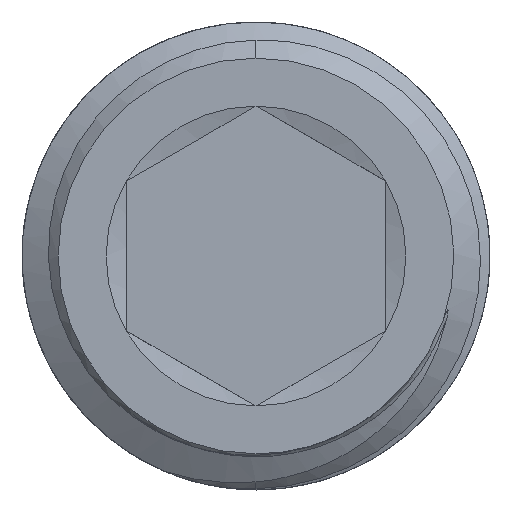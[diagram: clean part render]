
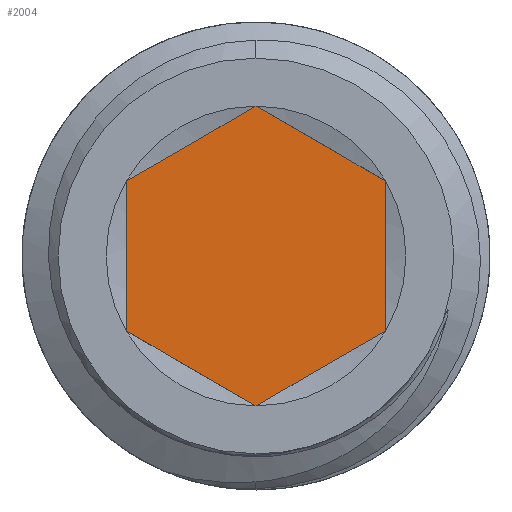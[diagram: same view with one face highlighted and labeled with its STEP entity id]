
A CAD part, front view. The second image highlights one B-rep face of the part: STEP entity #2004.
In plain terms, the highlighted planar face has unit normal (0, -1, 0).
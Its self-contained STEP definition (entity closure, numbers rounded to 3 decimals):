
#45 = ORIENTED_EDGE ( 'NONE', *, *, #46, .T. ) ;
#46 = EDGE_CURVE ( 'NONE', #5211, #4082, #2980, .T. ) ;
#143 = AXIS2_PLACEMENT_3D ( 'NONE', #2576, #160, #633 ) ;
#160 = DIRECTION ( 'NONE',  ( 0., -1., 0. ) ) ;
#222 = DIRECTION ( 'NONE',  ( 0.866, 0., 0.5 ) ) ;
#585 = LINE ( 'NONE', #2539, #3538 ) ;
#589 = ORIENTED_EDGE ( 'NONE', *, *, #1376, .T. ) ;
#623 = CARTESIAN_POINT ( 'NONE',  ( -6.1, -9., 3.522 ) ) ;
#633 = DIRECTION ( 'NONE',  ( 0., 0., -1. ) ) ;
#776 = VECTOR ( 'NONE', #3110, 1000. ) ;
#851 = VERTEX_POINT ( 'NONE', #5161 ) ;
#956 = DIRECTION ( 'NONE',  ( -0.866, 0., 0.5 ) ) ;
#1051 = VERTEX_POINT ( 'NONE', #4227 ) ;
#1097 = CARTESIAN_POINT ( 'NONE',  ( -6.1, -9., -3.522 ) ) ;
#1376 = EDGE_CURVE ( 'NONE', #4192, #851, #2602, .T. ) ;
#1407 = ORIENTED_EDGE ( 'NONE', *, *, #2374, .T. ) ;
#1519 = LINE ( 'NONE', #1632, #4223 ) ;
#1555 = VERTEX_POINT ( 'NONE', #3919 ) ;
#1632 = CARTESIAN_POINT ( 'NONE',  ( -6.1, -9., 3.522 ) ) ;
#1693 = EDGE_CURVE ( 'NONE', #1555, #5211, #585, .T. ) ;
#1721 = LINE ( 'NONE', #2244, #3232 ) ;
#1826 = CARTESIAN_POINT ( 'NONE',  ( 0., -9., 7.044 ) ) ;
#1846 = EDGE_LOOP ( 'NONE', ( #1407, #3179, #2875, #45, #2112, #589 ) ) ;
#1858 = CARTESIAN_POINT ( 'NONE',  ( 0., -9., 7.044 ) ) ;
#2004 = ADVANCED_FACE ( 'NONE', ( #2856 ), #2168, .T. ) ;
#2103 = VECTOR ( 'NONE', #4397, 1000. ) ;
#2112 = ORIENTED_EDGE ( 'NONE', *, *, #4493, .T. ) ;
#2168 = PLANE ( 'NONE',  #143 ) ;
#2244 = CARTESIAN_POINT ( 'NONE',  ( 0., -9., -7.044 ) ) ;
#2329 = CARTESIAN_POINT ( 'NONE',  ( 6.1, -9., -3.522 ) ) ;
#2374 = EDGE_CURVE ( 'NONE', #851, #1051, #1721, .T. ) ;
#2387 = DIRECTION ( 'NONE',  ( 0., 0., -1. ) ) ;
#2539 = CARTESIAN_POINT ( 'NONE',  ( 6.1, -9., 3.522 ) ) ;
#2576 = CARTESIAN_POINT ( 'NONE',  ( 0., -9., 0. ) ) ;
#2602 = LINE ( 'NONE', #1097, #2103 ) ;
#2856 = FACE_OUTER_BOUND ( 'NONE', #1846, .T. ) ;
#2875 = ORIENTED_EDGE ( 'NONE', *, *, #1693, .T. ) ;
#2980 = LINE ( 'NONE', #1826, #3104 ) ;
#3104 = VECTOR ( 'NONE', #3429, 1000. ) ;
#3110 = DIRECTION ( 'NONE',  ( 0., 0., 1. ) ) ;
#3179 = ORIENTED_EDGE ( 'NONE', *, *, #4423, .T. ) ;
#3232 = VECTOR ( 'NONE', #222, 1000. ) ;
#3429 = DIRECTION ( 'NONE',  ( -0.866, 0., -0.5 ) ) ;
#3538 = VECTOR ( 'NONE', #956, 1000. ) ;
#3919 = CARTESIAN_POINT ( 'NONE',  ( 6.1, -9., 3.522 ) ) ;
#3934 = CARTESIAN_POINT ( 'NONE',  ( -6.1, -9., -3.522 ) ) ;
#4082 = VERTEX_POINT ( 'NONE', #623 ) ;
#4192 = VERTEX_POINT ( 'NONE', #3934 ) ;
#4223 = VECTOR ( 'NONE', #2387, 1000. ) ;
#4227 = CARTESIAN_POINT ( 'NONE',  ( 6.1, -9., -3.522 ) ) ;
#4397 = DIRECTION ( 'NONE',  ( 0.866, 0., -0.5 ) ) ;
#4423 = EDGE_CURVE ( 'NONE', #1051, #1555, #4986, .T. ) ;
#4493 = EDGE_CURVE ( 'NONE', #4082, #4192, #1519, .T. ) ;
#4986 = LINE ( 'NONE', #2329, #776 ) ;
#5161 = CARTESIAN_POINT ( 'NONE',  ( 0., -9., -7.044 ) ) ;
#5211 = VERTEX_POINT ( 'NONE', #1858 ) ;
